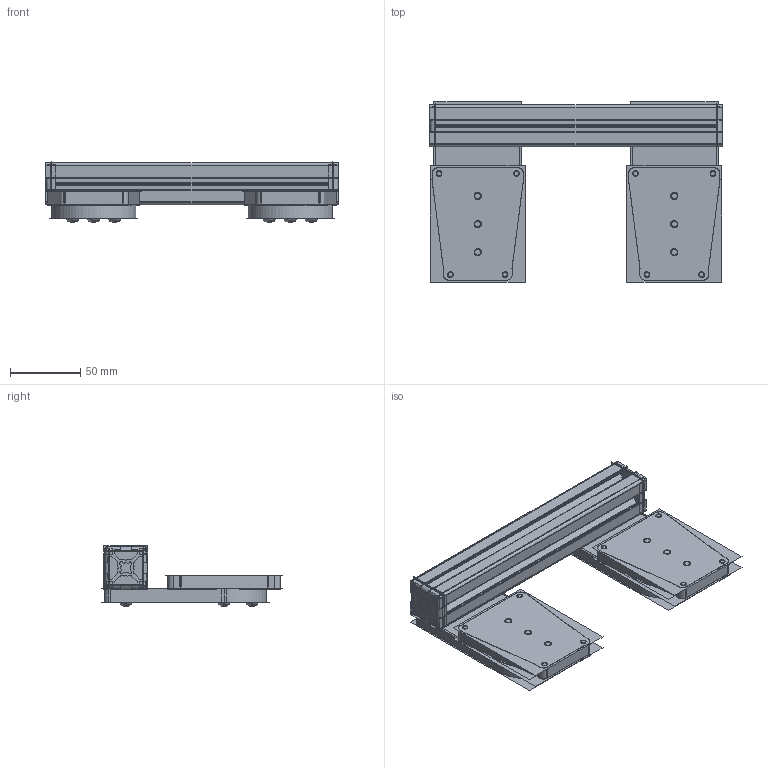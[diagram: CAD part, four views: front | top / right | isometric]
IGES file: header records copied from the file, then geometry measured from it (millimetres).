
Start section:  PTC IGES file: 152119.igs
Global section: file name: 152119.igs; native system: Creo Parametric by PTC Inc.; preprocessor: 2016260; author: PDMAdmin; organization: Unknown; date: 20170626.095510; units: millimetre
Bounding box: 208 x 128.9 x 42.92 mm (x, y, z)
Volume: 284557.1 mm3; surface area: 650409.3 mm2
Topology: 25 solids, 33 shells, 1236 faces, 6964 edges, 9192 vertices
Faces by surface type: revolution 624, bspline 612
